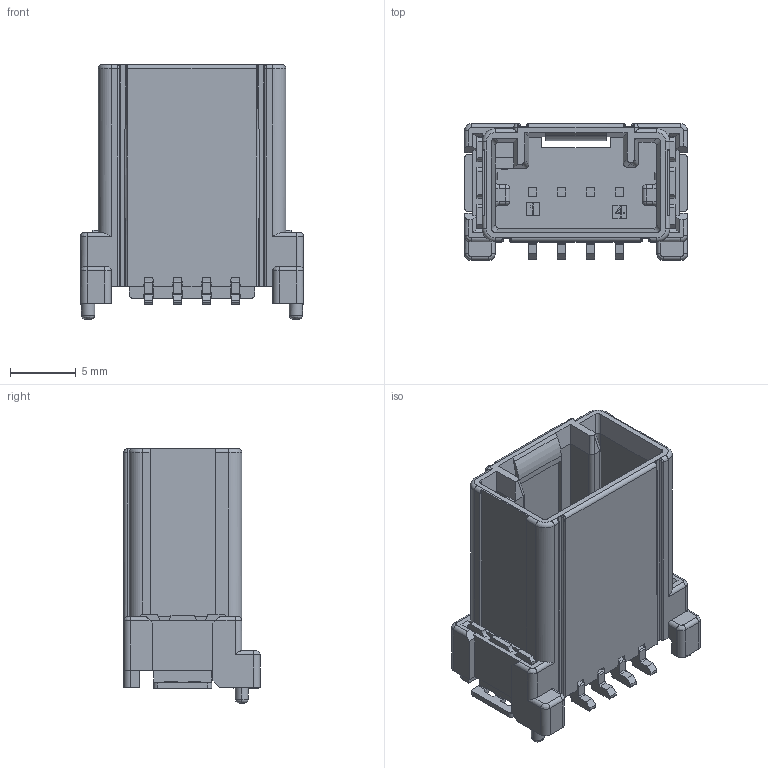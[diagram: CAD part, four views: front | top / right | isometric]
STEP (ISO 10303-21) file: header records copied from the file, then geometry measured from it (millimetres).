
FILE_DESCRIPTION((''),'2;1');
FILE_NAME('CUSTOMER_025_4M_ASSY_V_B','2016-06-09T',('parkkh'),(''),'CREO PARAMETRIC BY PTC INC, 2015290','CREO PARAMETRIC BY PTC INC, 2015290','');
FILE_SCHEMA(('CONFIG_CONTROL_DESIGN'));
Length unit declared in the file: millimetre
Products named in the file (1): CUSTOMER_025_4M_ASSY_V_B
Bounding box: 17 x 10.4 x 19.4 mm (x, y, z)
Volume: 1019.9 mm3; surface area: 2147.7 mm2
Topology: 1 solids, 1 shells, 749 faces, 2138 edges, 1377 vertices
Faces by surface type: plane 503, cylinder 202, bspline 24, torus 12, sphere 8
Entity records: 24742 total; most frequent: CARTESIAN_POINT 5161, ORIENTED_EDGE 4260, DIRECTION 3883, EDGE_CURVE 2130, VECTOR 1603, LINE 1603, VERTEX_POINT 1377, AXIS2_PLACEMENT_3D 1140
